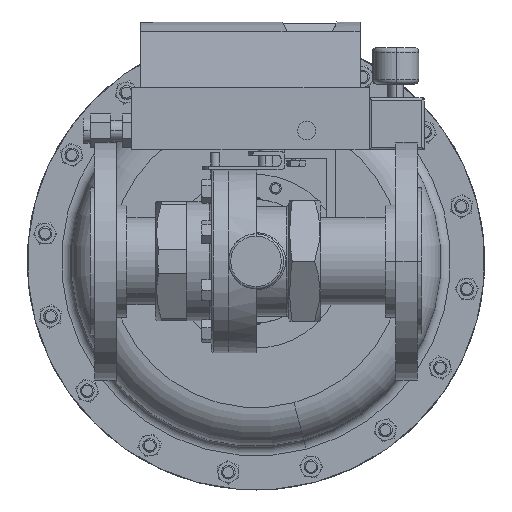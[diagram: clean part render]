
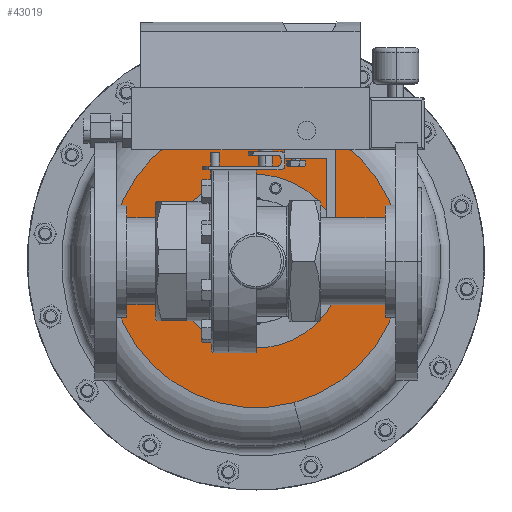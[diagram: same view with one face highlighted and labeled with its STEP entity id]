
A CAD part, front view. The second image highlights one B-rep face of the part: STEP entity #43019.
In plain terms, the highlighted planar face has unit normal (0, -1, 0).
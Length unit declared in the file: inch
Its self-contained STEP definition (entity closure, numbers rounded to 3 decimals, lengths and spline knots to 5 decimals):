
#1794 = AXIS2_PLACEMENT_3D ( 'NONE', #22375, #49840, #26308 ) ;
#2602 = DIRECTION ( 'NONE',  ( 0., 1., 0. ) ) ;
#4131 = AXIS2_PLACEMENT_3D ( 'NONE', #6967, #10955, #38337 ) ;
#4138 = ORIENTED_EDGE ( 'NONE', *, *, #18805, .T. ) ;
#6967 = CARTESIAN_POINT ( 'NONE',  ( -3.8637, 7.0925, -1.03528 ) ) ;
#10955 = DIRECTION ( 'NONE',  ( 0., -1., 0. ) ) ;
#11487 = ORIENTED_EDGE ( 'NONE', *, *, #43612, .F. ) ;
#12361 = CIRCLE ( 'NONE', #18678, 4. ) ;
#13095 = DIRECTION ( 'NONE',  ( 0., 1., 0. ) ) ;
#13233 = DIRECTION ( 'NONE',  ( 0., 1., 0. ) ) ;
#13997 = CIRCLE ( 'NONE', #50474, 4. ) ;
#17446 = VERTEX_POINT ( 'NONE', #37429 ) ;
#18678 = AXIS2_PLACEMENT_3D ( 'NONE', #26019, #2602, #29968 ) ;
#18805 = EDGE_CURVE ( 'NONE', #20160, #20744, #31302, .T. ) ;
#20160 = VERTEX_POINT ( 'NONE', #23397 ) ;
#20744 = VERTEX_POINT ( 'NONE', #34662 ) ;
#21095 = ORIENTED_EDGE ( 'NONE', *, *, #27075, .T. ) ;
#22375 = CARTESIAN_POINT ( 'NONE',  ( 0., 7.0925, 0. ) ) ;
#23397 = CARTESIAN_POINT ( 'NONE',  ( -1.67938, 7.0925, -1.67938 ) ) ;
#23987 = ORIENTED_EDGE ( 'NONE', *, *, #24745, .F. ) ;
#24745 = EDGE_CURVE ( 'NONE', #35062, #17446, #12361, .T. ) ;
#26019 = CARTESIAN_POINT ( 'NONE',  ( 0., 7.0925, 0. ) ) ;
#26308 = DIRECTION ( 'NONE',  ( -0.707, 0., -0.707 ) ) ;
#27075 = EDGE_CURVE ( 'NONE', #20744, #20160, #48333, .T. ) ;
#27945 = FACE_BOUND ( 'NONE', #34819, .T. ) ;
#29968 = DIRECTION ( 'NONE',  ( 0.259, 0., -0.966 ) ) ;
#31302 = CIRCLE ( 'NONE', #1794, 2.375 ) ;
#34359 = PLANE ( 'NONE',  #4131 ) ;
#34662 = CARTESIAN_POINT ( 'NONE',  ( 1.67938, 7.0925, 1.67938 ) ) ;
#34819 = EDGE_LOOP ( 'NONE', ( #21095, #4138 ) ) ;
#35062 = VERTEX_POINT ( 'NONE', #37305 ) ;
#36494 = CARTESIAN_POINT ( 'NONE',  ( 0., 7.0925, 0. ) ) ;
#36654 = CARTESIAN_POINT ( 'NONE',  ( 0., 7.0925, 0. ) ) ;
#37305 = CARTESIAN_POINT ( 'NONE',  ( 1.03528, 7.0925, -3.8637 ) ) ;
#37429 = CARTESIAN_POINT ( 'NONE',  ( -1.03528, 7.0925, 3.8637 ) ) ;
#37554 = EDGE_LOOP ( 'NONE', ( #23987, #11487 ) ) ;
#38337 = DIRECTION ( 'NONE',  ( -0.259, 0., 0.966 ) ) ;
#40454 = DIRECTION ( 'NONE',  ( -0.707, 0., -0.707 ) ) ;
#40608 = DIRECTION ( 'NONE',  ( 0.259, 0., -0.966 ) ) ;
#43019 = ADVANCED_FACE ( 'NONE', ( #48855, #27945 ), #34359, .T. ) ;
#43612 = EDGE_CURVE ( 'NONE', #17446, #35062, #13997, .T. ) ;
#44335 = AXIS2_PLACEMENT_3D ( 'NONE', #36494, #13095, #40454 ) ;
#48333 = CIRCLE ( 'NONE', #44335, 2.375 ) ;
#48855 = FACE_OUTER_BOUND ( 'NONE', #37554, .T. ) ;
#49840 = DIRECTION ( 'NONE',  ( 0., 1., 0. ) ) ;
#50474 = AXIS2_PLACEMENT_3D ( 'NONE', #36654, #13233, #40608 ) ;
